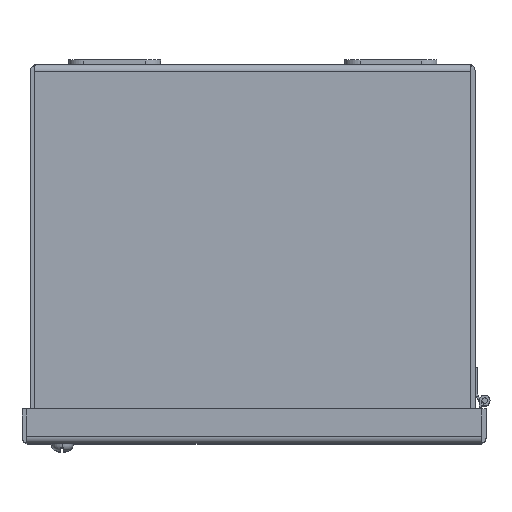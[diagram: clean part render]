
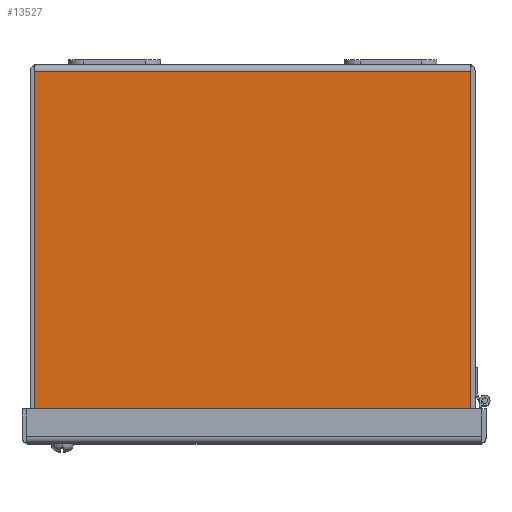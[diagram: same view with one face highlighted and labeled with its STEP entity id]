
A CAD part, top view. The second image highlights one B-rep face of the part: STEP entity #13527.
In plain terms, the highlighted planar face has unit normal (0, 0, 1).
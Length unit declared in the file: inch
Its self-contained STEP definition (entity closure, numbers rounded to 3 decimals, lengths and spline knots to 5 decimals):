
#79 = DIRECTION ( 'NONE',  ( 0., 1., 0. ) ) ;
#443 = ORIENTED_EDGE ( 'NONE', *, *, #10128, .F. ) ;
#1277 = ORIENTED_EDGE ( 'NONE', *, *, #17866, .F. ) ;
#1400 = DIRECTION ( 'NONE',  ( 1., 0., 0. ) ) ;
#1536 = LINE ( 'NONE', #10875, #15972 ) ;
#1707 = VERTEX_POINT ( 'NONE', #9539 ) ;
#2180 = ORIENTED_EDGE ( 'NONE', *, *, #12033, .T. ) ;
#2351 = PLANE ( 'NONE',  #12083 ) ;
#2422 = VECTOR ( 'NONE', #19579, 39.37008 ) ;
#4969 = LINE ( 'NONE', #23501, #2422 ) ;
#7499 = FACE_OUTER_BOUND ( 'NONE', #15112, .T. ) ;
#7584 = VECTOR ( 'NONE', #1400, 39.37008 ) ;
#7779 = VERTEX_POINT ( 'NONE', #11030 ) ;
#8017 = CARTESIAN_POINT ( 'NONE',  ( 3.55289, -0.108, 4.125 ) ) ;
#8257 = VERTEX_POINT ( 'NONE', #17340 ) ;
#9423 = DIRECTION ( 'NONE',  ( 1., 0., 0. ) ) ;
#9539 = CARTESIAN_POINT ( 'NONE',  ( -3.55289, -0.108, 4.125 ) ) ;
#9714 = LINE ( 'NONE', #22165, #15868 ) ;
#10128 = EDGE_CURVE ( 'NONE', #17682, #8257, #4969, .T. ) ;
#10875 = CARTESIAN_POINT ( 'NONE',  ( -3.55289, -0.108, 4.125 ) ) ;
#11030 = CARTESIAN_POINT ( 'NONE',  ( -3.55289, -5.892, 4.125 ) ) ;
#11272 = DIRECTION ( 'NONE',  ( -1., 0., 0. ) ) ;
#12033 = EDGE_CURVE ( 'NONE', #17682, #1707, #9714, .T. ) ;
#12083 = AXIS2_PLACEMENT_3D ( 'NONE', #13497, #14813, #9423 ) ;
#12204 = CARTESIAN_POINT ( 'NONE',  ( -24.781, -5.892, 4.125 ) ) ;
#13497 = CARTESIAN_POINT ( 'NONE',  ( -24.781, 0., 4.125 ) ) ;
#13527 = ADVANCED_FACE ( 'NONE', ( #7499 ), #2351, .T. ) ;
#14813 = DIRECTION ( 'NONE',  ( 0., 0., 1. ) ) ;
#15112 = EDGE_LOOP ( 'NONE', ( #1277, #21520, #443, #2180 ) ) ;
#15868 = VECTOR ( 'NONE', #11272, 39.37008 ) ;
#15972 = VECTOR ( 'NONE', #79, 39.37008 ) ;
#16024 = EDGE_CURVE ( 'NONE', #7779, #8257, #17817, .T. ) ;
#17340 = CARTESIAN_POINT ( 'NONE',  ( 3.55289, -5.892, 4.125 ) ) ;
#17682 = VERTEX_POINT ( 'NONE', #8017 ) ;
#17817 = LINE ( 'NONE', #12204, #7584 ) ;
#17866 = EDGE_CURVE ( 'NONE', #7779, #1707, #1536, .T. ) ;
#19579 = DIRECTION ( 'NONE',  ( 0., -1., 0. ) ) ;
#21520 = ORIENTED_EDGE ( 'NONE', *, *, #16024, .T. ) ;
#22165 = CARTESIAN_POINT ( 'NONE',  ( -24.781, -0.108, 4.125 ) ) ;
#23501 = CARTESIAN_POINT ( 'NONE',  ( 3.55289, -0.108, 4.125 ) ) ;
